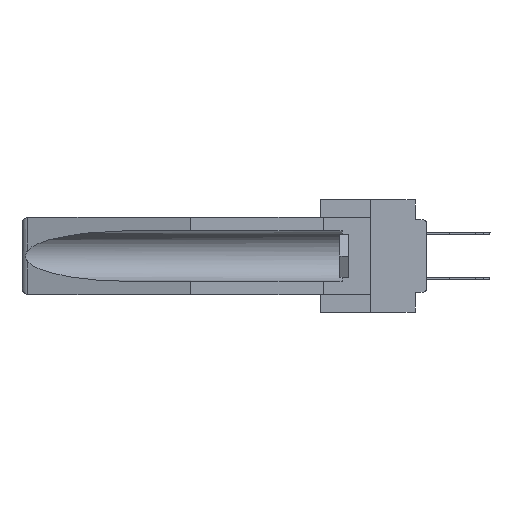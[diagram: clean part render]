
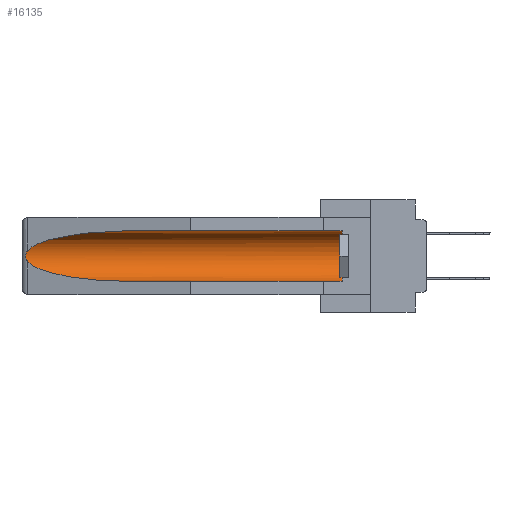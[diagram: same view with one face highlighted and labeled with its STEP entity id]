
A CAD part, left-side view. The second image highlights one B-rep face of the part: STEP entity #16135.
In plain terms, the highlighted cylindrical face has radius 2.857 mm (diameter 5.715 mm), a partial arc.
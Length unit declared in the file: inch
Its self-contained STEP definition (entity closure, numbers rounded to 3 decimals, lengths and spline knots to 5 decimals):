
#497 = CARTESIAN_POINT ( 'NONE',  ( 0.25451, 1.48313, -0.09465 ) ) ;
#852 = EDGE_CURVE ( 'NONE', #18383, #15016, #19856, .T. ) ;
#1019 = CARTESIAN_POINT ( 'NONE',  ( 0.2673, 1.53269, -0.17917 ) ) ;
#2603 = CARTESIAN_POINT ( 'NONE',  ( 0.155, 0.126, -0.284 ) ) ;
#3431 = CARTESIAN_POINT ( 'NONE',  ( 0.155, 1.07973, -0.059 ) ) ;
#3584 = ORIENTED_EDGE ( 'NONE', *, *, #21637, .T. ) ;
#3712 = VECTOR ( 'NONE', #6576, 39.37008 ) ;
#4018 = ORIENTED_EDGE ( 'NONE', *, *, #16151, .T. ) ;
#4447 = VERTEX_POINT ( 'NONE', #2603 ) ;
#6576 = DIRECTION ( 'NONE',  ( 0., 1., 0. ) ) ;
#6936 = AXIS2_PLACEMENT_3D ( 'NONE', #25689, #13361, #26008 ) ;
#7056 = CARTESIAN_POINT ( 'NONE',  ( 0.25451, 1.48313, -0.24835 ) ) ;
#8662 = CARTESIAN_POINT ( 'NONE',  ( 0.26537, 1.52718, -0.14972 ) ) ;
#8989 = CIRCLE ( 'NONE', #6936, 0.1125 ) ;
#9218 = ORIENTED_EDGE ( 'NONE', *, *, #16302, .F. ) ;
#9319 = CARTESIAN_POINT ( 'NONE',  ( 0.155, -0.30754, -0.059 ) ) ;
#9468 = CARTESIAN_POINT ( 'NONE',  ( 0.155, 1.07973, -0.284 ) ) ;
#9764 = CARTESIAN_POINT ( 'NONE',  ( 0.26537, 1.52718, -0.14972 ) ) ;
#10172 = VERTEX_POINT ( 'NONE', #29212 ) ;
#10559 = AXIS2_PLACEMENT_3D ( 'NONE', #11459, #21365, #18936 ) ;
#10964 = CARTESIAN_POINT ( 'NONE',  ( 0.26537, 1.52718, -0.19328 ) ) ;
#11128 = CARTESIAN_POINT ( 'NONE',  ( 0.2675, 1.53308, -0.16763 ) ) ;
#11140 = CYLINDRICAL_SURFACE ( 'NONE', #10559, 0.1125 ) ;
#11459 = CARTESIAN_POINT ( 'NONE',  ( 0.155, -0.30754, -0.1715 ) ) ;
#11579 = CARTESIAN_POINT ( 'NONE',  ( 0.155, -0.30754, -0.284 ) ) ;
#12659 = CARTESIAN_POINT ( 'NONE',  ( 0.155, 1.07973, -0.059 ) ) ;
#13361 = DIRECTION ( 'NONE',  ( 0., -1., 0. ) ) ;
#13879 = CARTESIAN_POINT ( 'NONE',  ( 0.26597, 1.5296, -0.19026 ) ) ;
#15016 = VERTEX_POINT ( 'NONE', #9764 ) ;
#15560 = ORIENTED_EDGE ( 'NONE', *, *, #852, .T. ) ;
#15638 = CARTESIAN_POINT ( 'NONE',  ( 0.26537, 1.52718, -0.14972 ) ) ;
#16135 = ADVANCED_FACE ( 'NONE', ( #23775 ), #11140, .F. ) ;
#16151 = EDGE_CURVE ( 'NONE', #4447, #10172, #8989, .T. ) ;
#16302 = EDGE_CURVE ( 'NONE', #4447, #18854, #22096, .T. ) ;
#16329 = CARTESIAN_POINT ( 'NONE',  ( 0.2673, 1.5327, -0.16383 ) ) ;
#16358 =( BOUNDED_CURVE ( )  B_SPLINE_CURVE ( 3, ( #29777, #7056, #31728, #9468 ),
 .UNSPECIFIED., .F., .T. ) 
 B_SPLINE_CURVE_WITH_KNOTS ( ( 4, 4 ),
 ( 0.1948, 1.5708 ),
 .UNSPECIFIED. ) 
 CURVE ( )  GEOMETRIC_REPRESENTATION_ITEM ( )  RATIONAL_B_SPLINE_CURVE ( ( 1., 0.848, 0.848, 1. ) ) 
 REPRESENTATION_ITEM ( '' )  );
#17067 = ORIENTED_EDGE ( 'NONE', *, *, #28993, .T. ) ;
#17237 = ORIENTED_EDGE ( 'NONE', *, *, #23031, .T. ) ;
#18383 = VERTEX_POINT ( 'NONE', #12659 ) ;
#18854 = VERTEX_POINT ( 'NONE', #27059 ) ;
#18936 = DIRECTION ( 'NONE',  ( 0., 0., 1. ) ) ;
#19856 =( BOUNDED_CURVE ( )  B_SPLINE_CURVE ( 3, ( #3431, #20036, #497, #15638 ),
 .UNSPECIFIED., .F., .T. ) 
 B_SPLINE_CURVE_WITH_KNOTS ( ( 4, 4 ),
 ( 4.71239, 6.08839 ),
 .UNSPECIFIED. ) 
 CURVE ( )  GEOMETRIC_REPRESENTATION_ITEM ( )  RATIONAL_B_SPLINE_CURVE ( ( 1., 0.848, 0.848, 1. ) ) 
 REPRESENTATION_ITEM ( '' )  );
#20036 = CARTESIAN_POINT ( 'NONE',  ( 0.21114, 1.30732, -0.059 ) ) ;
#21161 = EDGE_LOOP ( 'NONE', ( #15560, #3584, #17237, #9218, #4018, #17067 ) ) ;
#21339 = CARTESIAN_POINT ( 'NONE',  ( 0.26537, 1.52718, -0.19328 ) ) ;
#21365 = DIRECTION ( 'NONE',  ( 0., 1., 0. ) ) ;
#21637 = EDGE_CURVE ( 'NONE', #15016, #30615, #21691, .T. ) ;
#21691 = B_SPLINE_CURVE_WITH_KNOTS ( 'NONE', 3,
 ( #8662, #23446, #28641, #16329, #11128, #23282, #1019, #26202, #13879, #10964 ),
 .UNSPECIFIED., .F., .F.,
 ( 4, 2, 2, 2, 4 ),
 ( 0., 0.00029, 0.00058, 0.00087, 0.00117 ),
 .UNSPECIFIED. ) ;
#22096 = LINE ( 'NONE', #11579, #31832 ) ;
#23031 = EDGE_CURVE ( 'NONE', #30615, #18854, #16358, .T. ) ;
#23282 = CARTESIAN_POINT ( 'NONE',  ( 0.2675, 1.53308, -0.17534 ) ) ;
#23446 = CARTESIAN_POINT ( 'NONE',  ( 0.26597, 1.52961, -0.15275 ) ) ;
#23775 = FACE_OUTER_BOUND ( 'NONE', #21161, .T. ) ;
#25689 = CARTESIAN_POINT ( 'NONE',  ( 0.155, 0.126, -0.1715 ) ) ;
#26008 = DIRECTION ( 'NONE',  ( 0., 0., 1. ) ) ;
#26202 = CARTESIAN_POINT ( 'NONE',  ( 0.26655, 1.53094, -0.18657 ) ) ;
#27059 = CARTESIAN_POINT ( 'NONE',  ( 0.155, 1.07973, -0.284 ) ) ;
#28641 = CARTESIAN_POINT ( 'NONE',  ( 0.26654, 1.53092, -0.15636 ) ) ;
#28993 = EDGE_CURVE ( 'NONE', #10172, #18383, #29462, .T. ) ;
#29212 = CARTESIAN_POINT ( 'NONE',  ( 0.155, 0.126, -0.059 ) ) ;
#29462 = LINE ( 'NONE', #9319, #3712 ) ;
#29777 = CARTESIAN_POINT ( 'NONE',  ( 0.26537, 1.52718, -0.19328 ) ) ;
#30615 = VERTEX_POINT ( 'NONE', #21339 ) ;
#31728 = CARTESIAN_POINT ( 'NONE',  ( 0.21114, 1.30732, -0.284 ) ) ;
#31832 = VECTOR ( 'NONE', #32019, 39.37008 ) ;
#32019 = DIRECTION ( 'NONE',  ( 0., 1., 0. ) ) ;
